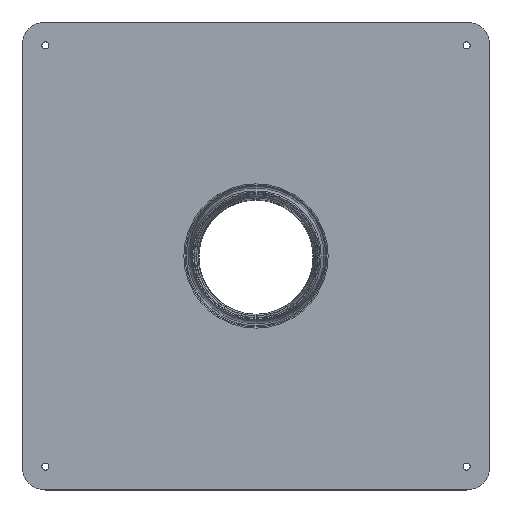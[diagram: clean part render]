
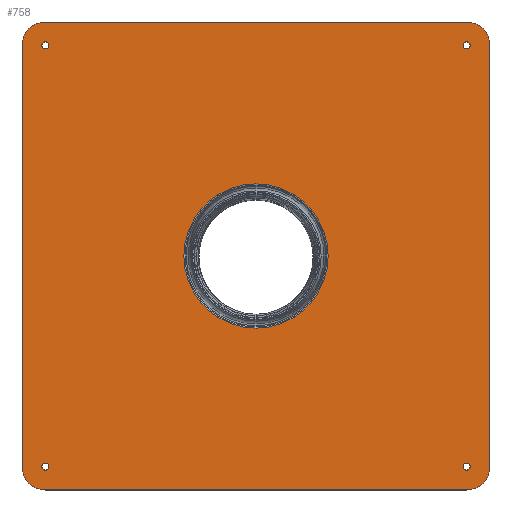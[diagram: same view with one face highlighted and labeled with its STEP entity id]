
A CAD part, top view. The second image highlights one B-rep face of the part: STEP entity #758.
In plain terms, the highlighted planar face has unit normal (0, 0, 1).
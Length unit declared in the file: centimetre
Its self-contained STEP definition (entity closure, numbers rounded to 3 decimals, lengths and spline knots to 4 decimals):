
#24=FACE_BOUND('',#129,.T.);
#25=FACE_BOUND('',#130,.T.);
#26=FACE_BOUND('',#131,.T.);
#27=FACE_BOUND('',#132,.T.);
#28=FACE_BOUND('',#133,.T.);
#38=PLANE('',#830);
#85=FACE_OUTER_BOUND('',#128,.T.);
#128=EDGE_LOOP('',(#575,#576,#577,#578,#579,#580,#581,#582));
#129=EDGE_LOOP('',(#583));
#130=EDGE_LOOP('',(#584));
#131=EDGE_LOOP('',(#585));
#132=EDGE_LOOP('',(#586));
#133=EDGE_LOOP('',(#587));
#173=LINE('',#1254,#208);
#177=LINE('',#1266,#212);
#181=LINE('',#1278,#216);
#185=LINE('',#1290,#220);
#208=VECTOR('',#978,1.);
#212=VECTOR('',#990,1.);
#216=VECTOR('',#1002,1.);
#220=VECTOR('',#1014,1.);
#240=CIRCLE('',#797,61.626);
#244=CIRCLE('',#803,3.);
#246=CIRCLE('',#806,3.);
#248=CIRCLE('',#809,3.);
#250=CIRCLE('',#812,3.);
#253=CIRCLE('',#817,20.);
#255=CIRCLE('',#821,20.);
#257=CIRCLE('',#825,20.);
#259=CIRCLE('',#829,20.);
#320=VERTEX_POINT('',#1216);
#322=VERTEX_POINT('',#1224);
#324=VERTEX_POINT('',#1230);
#326=VERTEX_POINT('',#1236);
#328=VERTEX_POINT('',#1242);
#332=VERTEX_POINT('',#1251);
#333=VERTEX_POINT('',#1253);
#335=VERTEX_POINT('',#1259);
#337=VERTEX_POINT('',#1265);
#339=VERTEX_POINT('',#1271);
#341=VERTEX_POINT('',#1277);
#343=VERTEX_POINT('',#1283);
#345=VERTEX_POINT('',#1289);
#397=EDGE_CURVE('',#320,#320,#240,.T.);
#401=EDGE_CURVE('',#322,#322,#244,.T.);
#404=EDGE_CURVE('',#324,#324,#246,.T.);
#407=EDGE_CURVE('',#326,#326,#248,.T.);
#410=EDGE_CURVE('',#328,#328,#250,.T.);
#415=EDGE_CURVE('',#333,#332,#173,.T.);
#418=EDGE_CURVE('',#335,#333,#253,.T.);
#421=EDGE_CURVE('',#337,#335,#177,.T.);
#424=EDGE_CURVE('',#339,#337,#255,.T.);
#427=EDGE_CURVE('',#341,#339,#181,.T.);
#430=EDGE_CURVE('',#343,#341,#257,.T.);
#433=EDGE_CURVE('',#345,#343,#185,.T.);
#436=EDGE_CURVE('',#332,#345,#259,.T.);
#575=ORIENTED_EDGE('',*,*,#436,.T.);
#576=ORIENTED_EDGE('',*,*,#433,.T.);
#577=ORIENTED_EDGE('',*,*,#430,.T.);
#578=ORIENTED_EDGE('',*,*,#427,.T.);
#579=ORIENTED_EDGE('',*,*,#424,.T.);
#580=ORIENTED_EDGE('',*,*,#421,.T.);
#581=ORIENTED_EDGE('',*,*,#418,.T.);
#582=ORIENTED_EDGE('',*,*,#415,.T.);
#583=ORIENTED_EDGE('',*,*,#397,.T.);
#584=ORIENTED_EDGE('',*,*,#410,.T.);
#585=ORIENTED_EDGE('',*,*,#407,.T.);
#586=ORIENTED_EDGE('',*,*,#404,.T.);
#587=ORIENTED_EDGE('',*,*,#401,.T.);
#758=ADVANCED_FACE('',(#85,#24,#25,#26,#27,#28),#38,.T.);
#797=AXIS2_PLACEMENT_3D('',#1217,#936,#937);
#803=AXIS2_PLACEMENT_3D('',#1225,#948,#949);
#806=AXIS2_PLACEMENT_3D('',#1231,#955,#956);
#809=AXIS2_PLACEMENT_3D('',#1237,#962,#963);
#812=AXIS2_PLACEMENT_3D('',#1243,#969,#970);
#817=AXIS2_PLACEMENT_3D('',#1260,#984,#985);
#821=AXIS2_PLACEMENT_3D('',#1272,#996,#997);
#825=AXIS2_PLACEMENT_3D('',#1284,#1008,#1009);
#829=AXIS2_PLACEMENT_3D('',#1294,#1020,#1021);
#830=AXIS2_PLACEMENT_3D('',#1295,#1022,#1023);
#936=DIRECTION('center_axis',(0.,0.,
-1.));
#937=DIRECTION('ref_axis',(-1.,0.,0.));
#948=DIRECTION('center_axis',(0.,0.,-1.));
#949=DIRECTION('ref_axis',(1.,0.,0.));
#955=DIRECTION('center_axis',(0.,0.,-1.));
#956=DIRECTION('ref_axis',(1.,0.,0.));
#962=DIRECTION('center_axis',(0.,0.,-1.));
#963=DIRECTION('ref_axis',(-1.,0.,0.));
#969=DIRECTION('center_axis',(0.,0.,-1.));
#970=DIRECTION('ref_axis',(-1.,0.,0.));
#978=DIRECTION('',(0.,1.,0.));
#984=DIRECTION('center_axis',(0.,0.,1.));
#985=DIRECTION('ref_axis',(0.,-1.,0.));
#990=DIRECTION('',(1.,0.,0.));
#996=DIRECTION('center_axis',(0.,0.,1.));
#997=DIRECTION('ref_axis',(-1.,0.,0.));
#1002=DIRECTION('',(0.,-1.,0.));
#1008=DIRECTION('center_axis',(0.,0.,1.));
#1009=DIRECTION('ref_axis',(0.,1.,0.));
#1014=DIRECTION('',(-1.,0.,0.));
#1020=DIRECTION('center_axis',(0.,0.,1.));
#1021=DIRECTION('ref_axis',(1.,0.,0.));
#1022=DIRECTION('center_axis',(0.,0.,1.));
#1023=DIRECTION('ref_axis',(1.,0.,0.));
#1216=CARTESIAN_POINT('',(314.9356,272.1668,798.));
#1217=CARTESIAN_POINT('Origin',(253.3097,272.1668,798.));
#1224=CARTESIAN_POINT('',(70.3097,92.1668,798.));
#1225=CARTESIAN_POINT('Origin',(73.3097,92.1668,798.));
#1230=CARTESIAN_POINT('',(430.3097,92.1668,798.));
#1231=CARTESIAN_POINT('Origin',(433.3097,92.1668,798.));
#1236=CARTESIAN_POINT('',(436.3097,452.1668,798.));
#1237=CARTESIAN_POINT('Origin',(433.3097,452.1668,798.));
#1242=CARTESIAN_POINT('',(76.3097,452.1668,798.));
#1243=CARTESIAN_POINT('Origin',(73.3097,452.1668,798.));
#1251=CARTESIAN_POINT('',(453.3097,452.1668,798.));
#1253=CARTESIAN_POINT('',(453.3097,92.1668,798.));
#1254=CARTESIAN_POINT('',(453.3097,92.1668,798.));
#1259=CARTESIAN_POINT('',(433.3097,72.1668,798.));
#1260=CARTESIAN_POINT('Origin',(433.3097,92.1668,798.));
#1265=CARTESIAN_POINT('',(73.3097,72.1668,798.));
#1266=CARTESIAN_POINT('',(73.3097,72.1668,798.));
#1271=CARTESIAN_POINT('',(53.3097,92.1668,798.));
#1272=CARTESIAN_POINT('Origin',(73.3097,92.1668,798.));
#1277=CARTESIAN_POINT('',(53.3097,452.1668,798.));
#1278=CARTESIAN_POINT('',(53.3097,452.1668,798.));
#1283=CARTESIAN_POINT('',(73.3097,472.1668,798.));
#1284=CARTESIAN_POINT('Origin',(73.3097,452.1668,798.));
#1289=CARTESIAN_POINT('',(433.3097,472.1668,798.));
#1290=CARTESIAN_POINT('',(433.3097,472.1668,798.));
#1294=CARTESIAN_POINT('Origin',(433.3097,452.1668,798.));
#1295=CARTESIAN_POINT('Origin',(253.3097,272.1668,798.));
